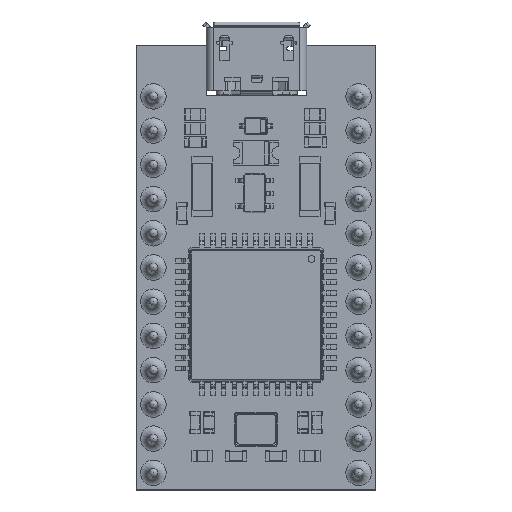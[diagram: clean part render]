
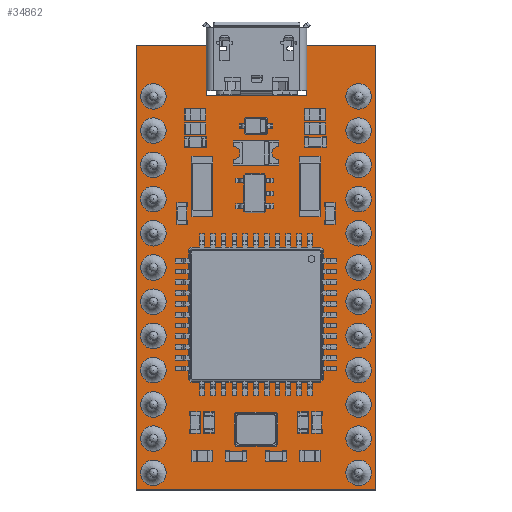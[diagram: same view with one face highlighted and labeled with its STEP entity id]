
A CAD part, top view. The second image highlights one B-rep face of the part: STEP entity #34862.
In plain terms, the highlighted planar face has unit normal (0, 0, 1).
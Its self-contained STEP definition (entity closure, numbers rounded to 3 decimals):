
#1644=PLANE('',#37746);
#3328=FACE_OUTER_BOUND('',#5185,.T.);
#5185=EDGE_LOOP('',(#30357,#30358,#30359,#30360,#30361,#30362,#30363,#30364));
#9990=LINE('',#57062,#13568);
#9991=LINE('',#57064,#13569);
#9992=LINE('',#57066,#13570);
#9993=LINE('',#57068,#13571);
#9994=LINE('',#57070,#13572);
#9995=LINE('',#57072,#13573);
#9996=LINE('',#57074,#13574);
#9997=LINE('',#57075,#13575);
#13568=VECTOR('',#46758,10.);
#13569=VECTOR('',#46759,10.);
#13570=VECTOR('',#46760,10.);
#13571=VECTOR('',#46761,10.);
#13572=VECTOR('',#46762,10.);
#13573=VECTOR('',#46763,10.);
#13574=VECTOR('',#46764,10.);
#13575=VECTOR('',#46765,10.);
#16461=VERTEX_POINT('',#57060);
#16462=VERTEX_POINT('',#57061);
#16463=VERTEX_POINT('',#57063);
#16464=VERTEX_POINT('',#57065);
#16465=VERTEX_POINT('',#57067);
#16466=VERTEX_POINT('',#57069);
#16467=VERTEX_POINT('',#57071);
#16468=VERTEX_POINT('',#57073);
#21148=EDGE_CURVE('',#16461,#16462,#9990,.T.);
#21149=EDGE_CURVE('',#16463,#16462,#9991,.T.);
#21150=EDGE_CURVE('',#16464,#16463,#9992,.T.);
#21151=EDGE_CURVE('',#16465,#16464,#9993,.T.);
#21152=EDGE_CURVE('',#16466,#16465,#9994,.T.);
#21153=EDGE_CURVE('',#16467,#16466,#9995,.T.);
#21154=EDGE_CURVE('',#16467,#16468,#9996,.T.);
#21155=EDGE_CURVE('',#16468,#16461,#9997,.T.);
#30357=ORIENTED_EDGE('',*,*,#21148,.T.);
#30358=ORIENTED_EDGE('',*,*,#21149,.F.);
#30359=ORIENTED_EDGE('',*,*,#21150,.F.);
#30360=ORIENTED_EDGE('',*,*,#21151,.F.);
#30361=ORIENTED_EDGE('',*,*,#21152,.F.);
#30362=ORIENTED_EDGE('',*,*,#21153,.F.);
#30363=ORIENTED_EDGE('',*,*,#21154,.T.);
#30364=ORIENTED_EDGE('',*,*,#21155,.T.);
#34862=ADVANCED_FACE('',(#3328),#1644,.T.);
#37746=AXIS2_PLACEMENT_3D('',#57059,#46756,#46757);
#46756=DIRECTION('center_axis',(0.,0.,1.));
#46757=DIRECTION('ref_axis',(1.,0.,0.));
#46758=DIRECTION('',(0.,1.,0.));
#46759=DIRECTION('',(1.,0.,0.));
#46760=DIRECTION('',(0.,1.,0.));
#46761=DIRECTION('',(-1.,0.,0.));
#46762=DIRECTION('',(0.,-1.,0.));
#46763=DIRECTION('',(1.,0.,0.));
#46764=DIRECTION('',(0.,-1.,0.));
#46765=DIRECTION('',(-1.,0.,0.));
#57059=CARTESIAN_POINT('Origin',(0.,0.,0.));
#57060=CARTESIAN_POINT('',(-3.684,12.792,0.));
#57061=CARTESIAN_POINT('',(-3.684,16.51,0.));
#57062=CARTESIAN_POINT('',(-3.684,6.396,0.));
#57063=CARTESIAN_POINT('',(-8.89,16.51,0.));
#57064=CARTESIAN_POINT('',(-8.89,16.51,0.));
#57065=CARTESIAN_POINT('',(-8.89,-16.51,0.));
#57066=CARTESIAN_POINT('',(-8.89,-16.51,0.));
#57067=CARTESIAN_POINT('',(8.89,-16.51,0.));
#57068=CARTESIAN_POINT('',(8.89,-16.51,0.));
#57069=CARTESIAN_POINT('',(8.89,16.51,0.));
#57070=CARTESIAN_POINT('',(8.89,16.51,0.));
#57071=CARTESIAN_POINT('',(3.757,16.51,0.));
#57072=CARTESIAN_POINT('',(-8.89,16.51,0.));
#57073=CARTESIAN_POINT('',(3.757,12.792,0.));
#57074=CARTESIAN_POINT('',(3.757,8.255,0.));
#57075=CARTESIAN_POINT('',(1.878,12.792,0.));
